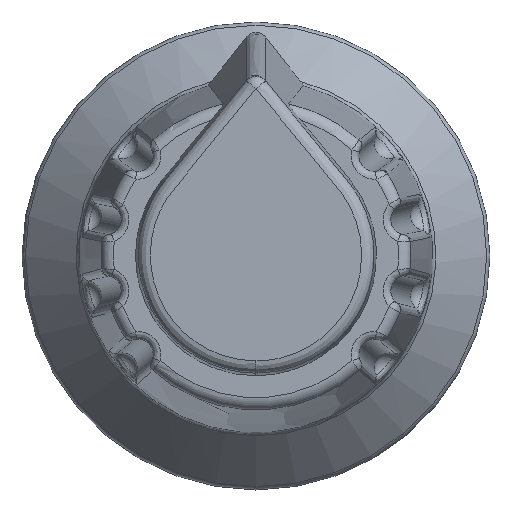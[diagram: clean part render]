
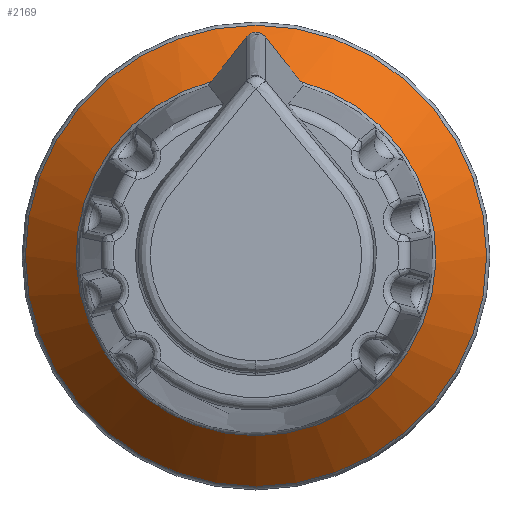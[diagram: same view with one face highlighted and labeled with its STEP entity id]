
A CAD part, top view. The second image highlights one B-rep face of the part: STEP entity #2169.
In plain terms, the highlighted conical face has half-angle 42.769 degrees and reference radius 6.675 mm.
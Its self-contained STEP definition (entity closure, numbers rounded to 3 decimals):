
#123=CONICAL_SURFACE('',#2439,6.675,0.746);
#258=FACE_OUTER_BOUND('',#392,.T.);
#392=EDGE_LOOP('',(#1936,#1937,#1938,#1939,#1940,#1941,#1942,#1943,#1944,
#1945));
#546=CIRCLE('',#2435,7.494);
#547=CIRCLE('',#2436,7.494);
#548=CIRCLE('',#2437,7.494);
#550=CIRCLE('',#2440,5.845);
#551=CIRCLE('',#2441,5.845);
#673=B_SPLINE_CURVE_WITH_KNOTS('',3,(#5983,#5984,#5985,#5986),
 .UNSPECIFIED.,.F.,.F.,(4,4),(0.019,0.226),
 .UNSPECIFIED.);
#674=B_SPLINE_CURVE_WITH_KNOTS('',3,(#5988,#5989,#5990,#5991,#5992,#5993,
#5994,#5995,#5996,#5997,#5998,#5999,#6000,#6001,#6002,#6003,#6004,#6005,
#6006,#6007,#6008,#6009,#6010,#6011,#6012,#6013,#6014,#6015,#6016,#6017,
#6018,#6019,#6020,#6021,#6022,#6023,#6024,#6025,#6026,#6027,#6028,#6029,
#6030,#6031,#6032,#6033,#6034,#6035,#6036,#6037,#6038,#6039),
 .UNSPECIFIED.,.F.,.F.,(4,3,3,3,3,3,3,3,3,3,3,3,3,3,3,3,3,4),(0.,
0.009,0.018,0.021,0.028,
0.034,0.036,0.043,0.045,
0.048,0.055,0.06,0.067,
0.074,0.075,0.083,0.091,
0.092),.UNSPECIFIED.);
#675=B_SPLINE_CURVE_WITH_KNOTS('',3,(#6041,#6042,#6043,#6044),
 .UNSPECIFIED.,.F.,.F.,(4,4),(0.064,0.327),
 .UNSPECIFIED.);
#724=LINE('',#5979,#766);
#766=VECTOR('',#2966,6.675);
#964=VERTEX_POINT('',#5969);
#965=VERTEX_POINT('',#5971);
#966=VERTEX_POINT('',#5973);
#967=VERTEX_POINT('',#5978);
#968=VERTEX_POINT('',#5980);
#969=VERTEX_POINT('',#5982);
#970=VERTEX_POINT('',#5987);
#971=VERTEX_POINT('',#6040);
#1292=EDGE_CURVE('',#964,#965,#546,.T.);
#1293=EDGE_CURVE('',#965,#966,#547,.T.);
#1294=EDGE_CURVE('',#966,#964,#548,.T.);
#1296=EDGE_CURVE('',#965,#967,#724,.T.);
#1297=EDGE_CURVE('',#968,#967,#550,.T.);
#1298=EDGE_CURVE('',#968,#969,#673,.T.);
#1299=EDGE_CURVE('',#969,#970,#674,.T.);
#1300=EDGE_CURVE('',#970,#971,#675,.T.);
#1301=EDGE_CURVE('',#967,#971,#551,.T.);
#1936=ORIENTED_EDGE('',*,*,#1294,.F.);
#1937=ORIENTED_EDGE('',*,*,#1293,.F.);
#1938=ORIENTED_EDGE('',*,*,#1296,.T.);
#1939=ORIENTED_EDGE('',*,*,#1297,.F.);
#1940=ORIENTED_EDGE('',*,*,#1298,.T.);
#1941=ORIENTED_EDGE('',*,*,#1299,.T.);
#1942=ORIENTED_EDGE('',*,*,#1300,.T.);
#1943=ORIENTED_EDGE('',*,*,#1301,.F.);
#1944=ORIENTED_EDGE('',*,*,#1296,.F.);
#1945=ORIENTED_EDGE('',*,*,#1292,.F.);
#2169=ADVANCED_FACE('',(#258),#123,.T.);
#2435=AXIS2_PLACEMENT_3D('',#5972,#2956,#2957);
#2436=AXIS2_PLACEMENT_3D('',#5974,#2958,#2959);
#2437=AXIS2_PLACEMENT_3D('',#5975,#2960,#2961);
#2439=AXIS2_PLACEMENT_3D('',#5977,#2964,#2965);
#2440=AXIS2_PLACEMENT_3D('',#5981,#2967,#2968);
#2441=AXIS2_PLACEMENT_3D('',#6045,#2969,#2970);
#2956=DIRECTION('center_axis',(0.,0.,-1.));
#2957=DIRECTION('ref_axis',(0.,-1.,0.));
#2958=DIRECTION('center_axis',(0.,0.,-1.));
#2959=DIRECTION('ref_axis',(0.,-1.,0.));
#2960=DIRECTION('center_axis',(0.,0.,-1.));
#2961=DIRECTION('ref_axis',(0.,-1.,0.));
#2964=DIRECTION('center_axis',(0.,0.,-1.));
#2965=DIRECTION('ref_axis',(0.,1.,0.));
#2966=DIRECTION('',(0.,0.679,0.734));
#2967=DIRECTION('center_axis',(0.,0.,1.));
#2968=DIRECTION('ref_axis',(0.,-1.,0.));
#2969=DIRECTION('center_axis',(0.,0.,1.));
#2970=DIRECTION('ref_axis',(0.,-1.,0.));
#5969=CARTESIAN_POINT('',(7.494,0.,0.115));
#5971=CARTESIAN_POINT('',(0.,-7.494,0.115));
#5972=CARTESIAN_POINT('Origin',(0.,0.,0.115));
#5973=CARTESIAN_POINT('',(0.,7.494,0.115));
#5974=CARTESIAN_POINT('Origin',(0.,0.,0.115));
#5975=CARTESIAN_POINT('Origin',(0.,0.,0.115));
#5977=CARTESIAN_POINT('Origin',(0.,0.,1.));
#5978=CARTESIAN_POINT('',(0.,-5.845,1.897));
#5979=CARTESIAN_POINT('',(0.,-6.675,1.));
#5980=CARTESIAN_POINT('',(-1.45,5.663,1.897));
#5981=CARTESIAN_POINT('Origin',(0.,0.,1.897));
#5982=CARTESIAN_POINT('',(-0.298,7.122,0.51));
#5983=CARTESIAN_POINT('Ctrl Pts',(-1.45,5.663,1.897));
#5984=CARTESIAN_POINT('Ctrl Pts',(-1.083,6.123,1.513));
#5985=CARTESIAN_POINT('Ctrl Pts',(-0.701,6.609,1.046));
#5986=CARTESIAN_POINT('Ctrl Pts',(-0.298,7.122,0.51));
#5987=CARTESIAN_POINT('',(0.298,7.122,0.51));
#5988=CARTESIAN_POINT('Ctrl Pts',(-0.298,7.122,0.51));
#5989=CARTESIAN_POINT('Ctrl Pts',(-0.284,7.139,0.492));
#5990=CARTESIAN_POINT('Ctrl Pts',(-0.269,7.155,0.475));
#5991=CARTESIAN_POINT('Ctrl Pts',(-0.253,7.17,0.46));
#5992=CARTESIAN_POINT('Ctrl Pts',(-0.237,7.185,0.444));
#5993=CARTESIAN_POINT('Ctrl Pts',(-0.219,7.199,0.429));
#5994=CARTESIAN_POINT('Ctrl Pts',(-0.2,7.211,0.417));
#5995=CARTESIAN_POINT('Ctrl Pts',(-0.194,7.215,0.412));
#5996=CARTESIAN_POINT('Ctrl Pts',(-0.188,7.219,0.408));
#5997=CARTESIAN_POINT('Ctrl Pts',(-0.181,7.223,0.404));
#5998=CARTESIAN_POINT('Ctrl Pts',(-0.166,7.232,0.396));
#5999=CARTESIAN_POINT('Ctrl Pts',(-0.151,7.239,0.388));
#6000=CARTESIAN_POINT('Ctrl Pts',(-0.134,7.246,0.381));
#6001=CARTESIAN_POINT('Ctrl Pts',(-0.119,7.253,0.374));
#6002=CARTESIAN_POINT('Ctrl Pts',(-0.102,7.258,0.369));
#6003=CARTESIAN_POINT('Ctrl Pts',(-0.085,7.262,0.364));
#6004=CARTESIAN_POINT('Ctrl Pts',(-0.082,7.263,
0.363));
#6005=CARTESIAN_POINT('Ctrl Pts',(-0.079,7.264,
0.363));
#6006=CARTESIAN_POINT('Ctrl Pts',(-0.075,7.265,
0.362));
#6007=CARTESIAN_POINT('Ctrl Pts',(-0.055,7.269,
0.357));
#6008=CARTESIAN_POINT('Ctrl Pts',(-0.035,7.272,
0.354));
#6009=CARTESIAN_POINT('Ctrl Pts',(-0.014,7.273,0.354));
#6010=CARTESIAN_POINT('Ctrl Pts',(-0.009,7.273,
0.353));
#6011=CARTESIAN_POINT('Ctrl Pts',(-0.005,7.273,
0.353));
#6012=CARTESIAN_POINT('Ctrl Pts',(0.,7.273,
0.353));
#6013=CARTESIAN_POINT('Ctrl Pts',(0.007,7.273,0.353));
#6014=CARTESIAN_POINT('Ctrl Pts',(0.015,7.273,0.354));
#6015=CARTESIAN_POINT('Ctrl Pts',(0.022,7.273,0.354));
#6016=CARTESIAN_POINT('Ctrl Pts',(0.041,7.271,0.355));
#6017=CARTESIAN_POINT('Ctrl Pts',(0.06,7.268,0.358));
#6018=CARTESIAN_POINT('Ctrl Pts',(0.078,7.264,0.362));
#6019=CARTESIAN_POINT('Ctrl Pts',(0.091,7.261,0.365));
#6020=CARTESIAN_POINT('Ctrl Pts',(0.104,7.257,0.369));
#6021=CARTESIAN_POINT('Ctrl Pts',(0.117,7.253,0.374));
#6022=CARTESIAN_POINT('Ctrl Pts',(0.133,7.247,0.38));
#6023=CARTESIAN_POINT('Ctrl Pts',(0.149,7.24,0.387));
#6024=CARTESIAN_POINT('Ctrl Pts',(0.164,7.233,0.395));
#6025=CARTESIAN_POINT('Ctrl Pts',(0.18,7.225,0.403));
#6026=CARTESIAN_POINT('Ctrl Pts',(0.195,7.216,0.412));
#6027=CARTESIAN_POINT('Ctrl Pts',(0.208,7.206,0.422));
#6028=CARTESIAN_POINT('Ctrl Pts',(0.211,7.204,0.424));
#6029=CARTESIAN_POINT('Ctrl Pts',(0.213,7.203,0.425));
#6030=CARTESIAN_POINT('Ctrl Pts',(0.215,7.201,0.427));
#6031=CARTESIAN_POINT('Ctrl Pts',(0.23,7.191,0.438));
#6032=CARTESIAN_POINT('Ctrl Pts',(0.244,7.179,0.451));
#6033=CARTESIAN_POINT('Ctrl Pts',(0.257,7.167,0.463));
#6034=CARTESIAN_POINT('Ctrl Pts',(0.27,7.154,0.477));
#6035=CARTESIAN_POINT('Ctrl Pts',(0.283,7.14,0.491));
#6036=CARTESIAN_POINT('Ctrl Pts',(0.294,7.127,0.505));
#6037=CARTESIAN_POINT('Ctrl Pts',(0.295,7.125,0.507));
#6038=CARTESIAN_POINT('Ctrl Pts',(0.297,7.123,0.509));
#6039=CARTESIAN_POINT('Ctrl Pts',(0.298,7.122,0.51));
#6040=CARTESIAN_POINT('',(1.45,5.663,1.897));
#6041=CARTESIAN_POINT('Ctrl Pts',(0.298,7.122,0.51));
#6042=CARTESIAN_POINT('Ctrl Pts',(0.701,6.609,1.046));
#6043=CARTESIAN_POINT('Ctrl Pts',(1.083,6.123,1.513));
#6044=CARTESIAN_POINT('Ctrl Pts',(1.45,5.663,1.897));
#6045=CARTESIAN_POINT('Origin',(0.,0.,1.897));
